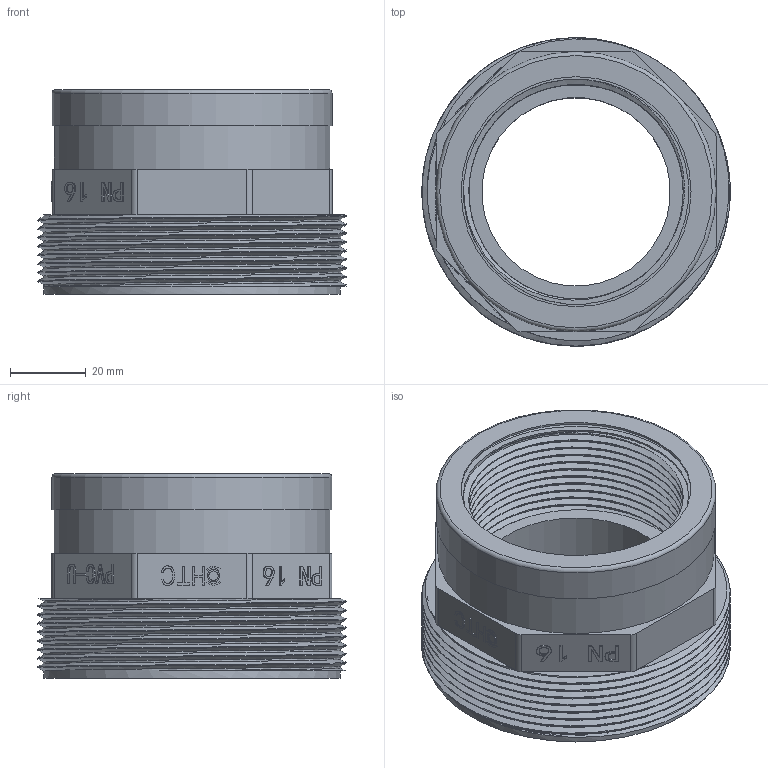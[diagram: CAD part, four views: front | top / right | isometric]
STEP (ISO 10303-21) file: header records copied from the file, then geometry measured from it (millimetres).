
FILE_DESCRIPTION(/* description */ (''),/* implementation_level */ '2;1');
FILE_NAME(/* name */ 'AFX600.SIG.063.step',/* time_stamp */ '2026-01-07T09:25:03+01:00',/* author */ (''),/* organization */ (''),/* preprocessor_version */ 'ST-DEVELOPER v20.1',/* originating_system */ 'Autodesk Translation Framework v14.21.0.0',/* authorisation */ '');
FILE_SCHEMA (('AUTOMOTIVE_DESIGN { 1 0 10303 214 3 1 1 }'));
Length unit declared in the file: millimetre
Products named in the file (1): 2026-01-07-08-17-03-508
Bounding box: 81.51 x 81.51 x 54.1 mm (x, y, z)
Volume: 119317 mm3; surface area: 43841.3 mm2
Topology: 2 solids, 2 shells, 376 faces, 994 edges, 659 vertices
Faces by surface type: plane 193, bspline 112, cylinder 67, torus 4
Full cylindrical faces by diameter (mm): 2.486 x1, 3.315 x1, 49.8 x1, 56.656 x10, 59.614 x11, 60 x1, 60.8 x1, 64 x1, 70 x1, 73 x2, 74 x1, 78.576 x8, 81.534 x8
Entity records: 33230 total; most frequent: CARTESIAN_POINT 24568, ORIENTED_EDGE 1988, DIRECTION 1389, EDGE_CURVE 994, VERTEX_POINT 659, LINE 607, VECTOR 607, EDGE_LOOP 417
